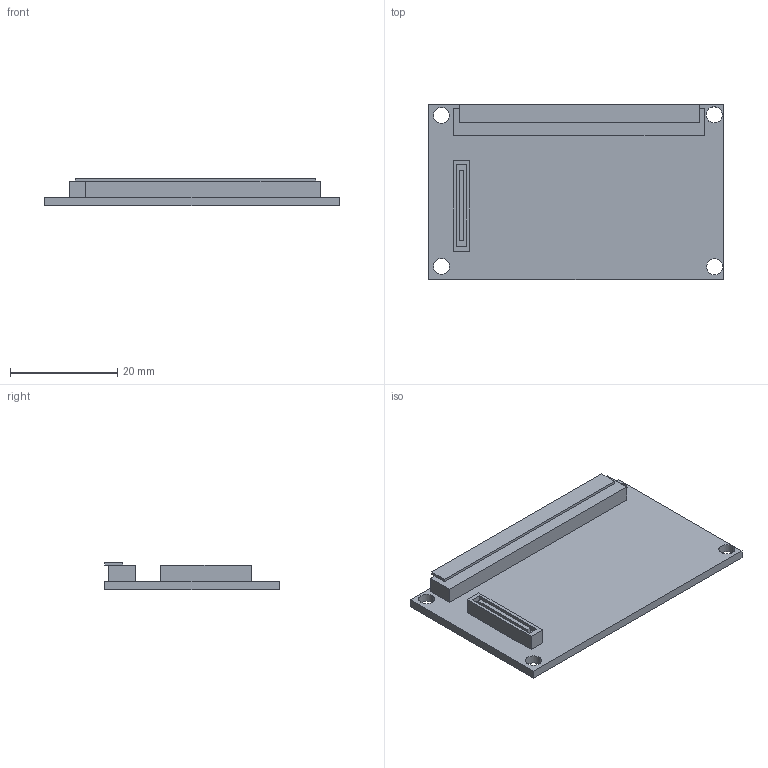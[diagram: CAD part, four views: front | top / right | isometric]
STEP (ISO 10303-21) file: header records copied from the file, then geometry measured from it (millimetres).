
FILE_DESCRIPTION (( 'STEP AP214' ), '1' );
FILE_NAME ('greenconnector.STEP', '2020-06-29T20:51:36', ( '' ), ( '' ), 'SwSTEP 2.0', 'SolidWorks 2019', '' );
FILE_SCHEMA (( 'AUTOMOTIVE_DESIGN' ));
Length unit declared in the file: millimetre
Products named in the file (1): greenconnector
Bounding box: 55.03 x 32.69 x 5.1 mm (x, y, z)
Volume: 3646.4 mm3; surface area: 4676 mm2
Topology: 1 solids, 1 shells, 45 faces, 112 edges, 74 vertices
Faces by surface type: plane 37, cylinder 8
Entity records: 1640 total; most frequent: CARTESIAN_POINT 232, ORIENTED_EDGE 224, DIRECTION 220, EDGE_CURVE 112, LINE 96, VECTOR 96, VERTEX_POINT 74, AXIS2_PLACEMENT_3D 62
